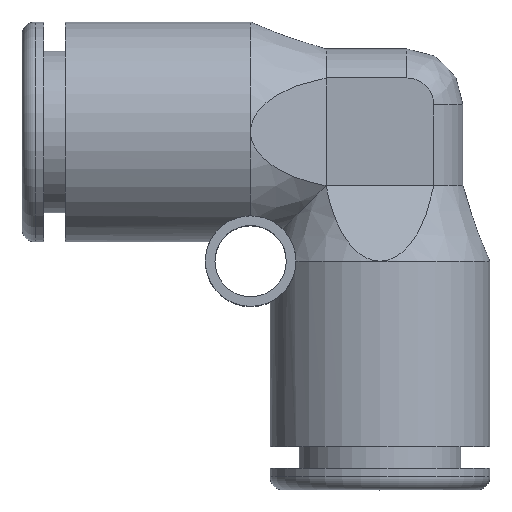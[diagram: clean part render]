
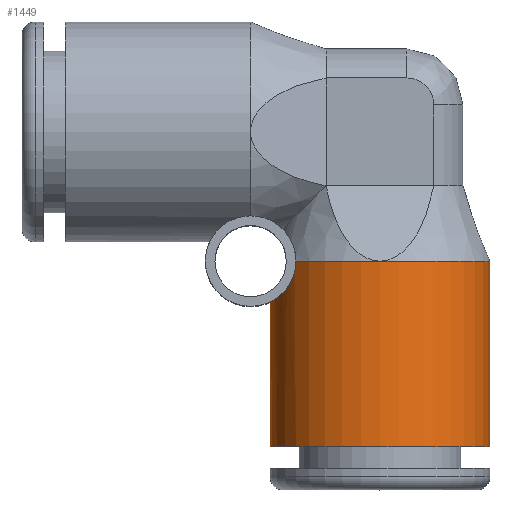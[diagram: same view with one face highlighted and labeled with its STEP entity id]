
A CAD part, top view. The second image highlights one B-rep face of the part: STEP entity #1449.
In plain terms, the highlighted cylindrical face has radius 6.477 mm (diameter 12.954 mm), a partial arc.
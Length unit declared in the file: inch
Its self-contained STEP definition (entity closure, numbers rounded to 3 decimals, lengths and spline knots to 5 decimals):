
#450=CARTESIAN_POINT('',(0.,-0.3,0.));
#451=DIRECTION('',(0.,-1.,0.));
#452=DIRECTION('',(1.,0.,0.));
#453=AXIS2_PLACEMENT_3D('',#450,#451,#452);
#465=CARTESIAN_POINT('',(0.,-0.3,0.));
#466=DIRECTION('',(0.,-1.,0.));
#467=DIRECTION('',(0.,0.,1.));
#468=AXIS2_PLACEMENT_3D('',#465,#466,#467);
#535=CARTESIAN_POINT('',(0.,-0.73,0.));
#536=DIRECTION('',(0.,-1.,0.));
#537=DIRECTION('',(1.,0.,0.));
#538=AXIS2_PLACEMENT_3D('',#535,#536,#537);
#540=CARTESIAN_POINT('',(-0.255,-0.39487,0.));
#541=CARTESIAN_POINT('',(-0.255,-0.39487,0.0058));
#542=CARTESIAN_POINT('',(-0.2546,-0.39468,
0.01737));
#543=CARTESIAN_POINT('',(-0.25284,-0.39382,
0.03461));
#544=CARTESIAN_POINT('',(-0.24992,-0.39231,
0.05161));
#545=CARTESIAN_POINT('',(-0.24592,-0.39005,
0.06816));
#546=CARTESIAN_POINT('',(-0.24088,-0.38686,
0.08424));
#547=CARTESIAN_POINT('',(-0.23474,-0.38241,
0.1001));
#548=CARTESIAN_POINT('',(-0.22762,-0.37628,
0.11531));
#549=CARTESIAN_POINT('',(-0.22074,-0.36911,
0.12788));
#550=CARTESIAN_POINT('',(-0.21446,-0.36118,
0.13811));
#551=CARTESIAN_POINT('',(-0.20867,-0.35222,
0.14667));
#552=CARTESIAN_POINT('',(-0.20321,-0.34137,
0.15413));
#553=CARTESIAN_POINT('',(-0.19862,-0.32855,
0.15996));
#554=CARTESIAN_POINT('',(-0.19564,-0.31431,
0.16356));
#555=CARTESIAN_POINT('',(-0.195,-0.30482,0.16432));
#556=CARTESIAN_POINT('',(-0.195,-0.3,0.16432));
#576=DIRECTION('',(0.,1.,0.));
#577=VECTOR('',#576,0.33513);
#578=CARTESIAN_POINT('',(-0.255,-0.73,0.));
#579=LINE('',#578,#577);
#585=DIRECTION('',(0.,1.,0.));
#586=VECTOR('',#585,0.43);
#587=CARTESIAN_POINT('',(0.255,-0.73,0.));
#588=LINE('',#587,#586);
#888=CARTESIAN_POINT('',(0.255,-0.73,0.));
#889=CARTESIAN_POINT('',(0.255,-0.3,0.));
#890=VERTEX_POINT('',#888);
#891=VERTEX_POINT('',#889);
#918=CARTESIAN_POINT('',(-0.255,-0.73,0.));
#919=VERTEX_POINT('',#918);
#946=VERTEX_POINT('',#540);
#947=VERTEX_POINT('',#556);
#992=CARTESIAN_POINT('',(0.,-0.3,0.255));
#993=VERTEX_POINT('',#992);
#1432=CARTESIAN_POINT('',(0.,0.0415,0.));
#1433=DIRECTION('',(0.,-1.,0.));
#1434=DIRECTION('',(-1.,0.,0.));
#1435=AXIS2_PLACEMENT_3D('',#1432,#1433,#1434);
#1436=CYLINDRICAL_SURFACE('',#1435,0.255);
#1437=ORIENTED_EDGE('',*,*,#1391,.F.);
#1439=ORIENTED_EDGE('',*,*,#1438,.F.);
#1441=ORIENTED_EDGE('',*,*,#1440,.T.);
#1443=ORIENTED_EDGE('',*,*,#1442,.T.);
#1445=ORIENTED_EDGE('',*,*,#1444,.T.);
#1446=ORIENTED_EDGE('',*,*,#1409,.F.);
#1447=EDGE_LOOP('',(#1437,#1439,#1441,#1443,#1445,#1446));
#1448=FACE_OUTER_BOUND('',#1447,.F.);
#1449=ADVANCED_FACE('',(#1448),#1436,.T.);
#454=CIRCLE('',#453,0.255);
#469=CIRCLE('',#468,0.255);
#539=CIRCLE('',#538,0.255);
#557=B_SPLINE_CURVE_WITH_KNOTS('',3,(#540,#541,#542,#543,#544,#545,#546,#547,
#548,#549,#550,#551,#552,#553,#554,#555,#556),.UNSPECIFIED.,.F.,.F.,(4,1,1,1,1,
1,1,1,1,1,1,1,1,1,4),(0.,0.07143,0.14286,
0.21429,0.28571,0.35714,0.42857,0.5,
0.57143,0.64286,0.71429,0.78571,
0.85714,0.92857,1.),.UNSPECIFIED.);
#1391=EDGE_CURVE('',#891,#993,#454,.T.);
#1409=EDGE_CURVE('',#993,#947,#469,.T.);
#1438=EDGE_CURVE('',#890,#891,#588,.T.);
#1440=EDGE_CURVE('',#890,#919,#539,.T.);
#1442=EDGE_CURVE('',#919,#946,#579,.T.);
#1444=EDGE_CURVE('',#946,#947,#557,.T.);
